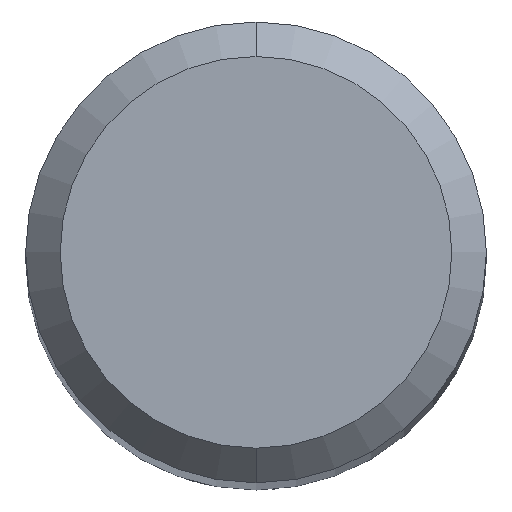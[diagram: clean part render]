
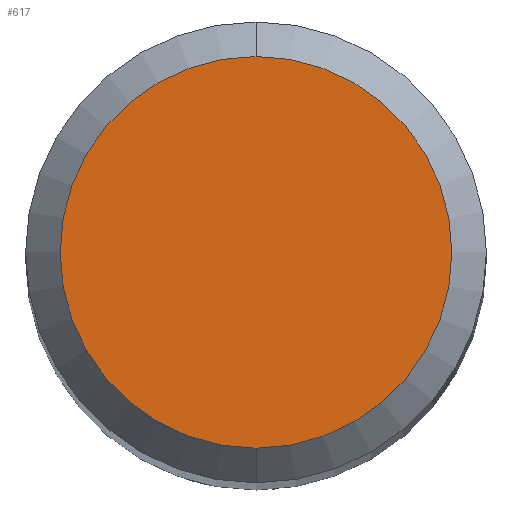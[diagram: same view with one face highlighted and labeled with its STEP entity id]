
A CAD part, top view. The second image highlights one B-rep face of the part: STEP entity #617.
In plain terms, the highlighted planar face has unit normal (0, 0, 1).
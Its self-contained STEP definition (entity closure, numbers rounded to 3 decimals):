
#391=VERTEX_POINT('',#1005);
#437=VERTEX_POINT('',#1054);
#617=ADVANCED_FACE('',(#1254),#1255,.T.);
#669=EDGE_CURVE('',#391,#437,#1315,.T.);
#693=EDGE_CURVE('',#437,#391,#1341,.T.);
#1005=CARTESIAN_POINT('',(0.,-1.7,0.0));
#1054=CARTESIAN_POINT('',(0.0,1.7,0.0));
#1254=FACE_OUTER_BOUND('',#3812,.T.);
#1255=PLANE('',#3813);
#1315=CIRCLE('',#4016,1.7);
#1341=CIRCLE('',#4169,1.7);
#3812=EDGE_LOOP('',(#6500,#6501));
#3813=AXIS2_PLACEMENT_3D('',#6502,#6503,#6504);
#4016=AXIS2_PLACEMENT_3D('',#6592,#6593,#6594);
#4169=AXIS2_PLACEMENT_3D('',#6636,#6637,#6638);
#6500=ORIENTED_EDGE('',*,*,#693,.F.);
#6501=ORIENTED_EDGE('',*,*,#669,.F.);
#6502=CARTESIAN_POINT('',(0.0,0.85,0.0));
#6503=DIRECTION('',(-0.0,0.0,1.0));
#6504=DIRECTION('',(0.0,-1.0,0.0));
#6592=CARTESIAN_POINT('',(0.0,0.0,0.0));
#6593=DIRECTION('',(0.0,0.0,-1.0));
#6594=DIRECTION('',(0.0,1.0,0.0));
#6636=CARTESIAN_POINT('',(0.0,0.0,0.0));
#6637=DIRECTION('',(0.0,0.0,-1.0));
#6638=DIRECTION('',(0.0,1.0,0.0));
